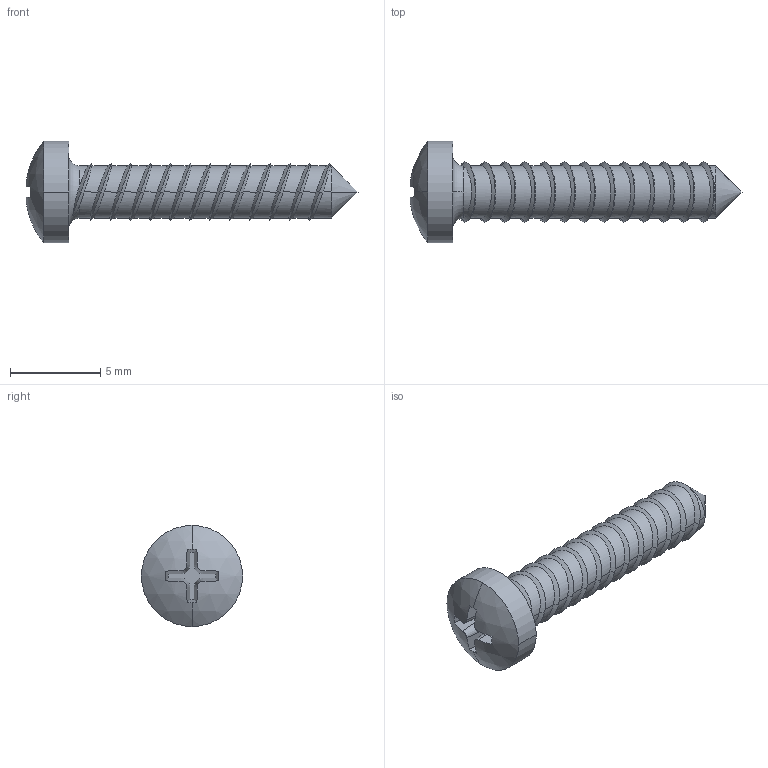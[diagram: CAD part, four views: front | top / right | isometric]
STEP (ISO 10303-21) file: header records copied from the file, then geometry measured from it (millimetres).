
FILE_DESCRIPTION(('STEP AP214'),'1');
FILE_NAME('screw_gbt_15856_1_st2_9x16_h.stp','2016-03-10T22:36:06',('TraceParts'),('TraceParts S.A.'),'Spatial InterOp 3D',' ',' ');
FILE_SCHEMA(('automotive_design'));
Length unit declared in the file: millimetre
Products named in the file (1): 1
Bounding box: 18.37 x 5.6 x 5.6 mm (x, y, z)
Volume: 146.4 mm3; surface area: 247.1 mm2
Topology: 1 solids, 1 shells, 107 faces, 288 edges, 182 vertices
Faces by surface type: cone 60, cylinder 29, plane 14, sphere 2, torus 2
Entity records: 4710 total; most frequent: CARTESIAN_POINT 2199, ORIENTED_EDGE 572, DIRECTION 454, EDGE_CURVE 286, VERTEX_POINT 182, AXIS2_PLACEMENT_3D 172, B_SPLINE_CURVE_WITH_KNOTS 112, LINE 110
